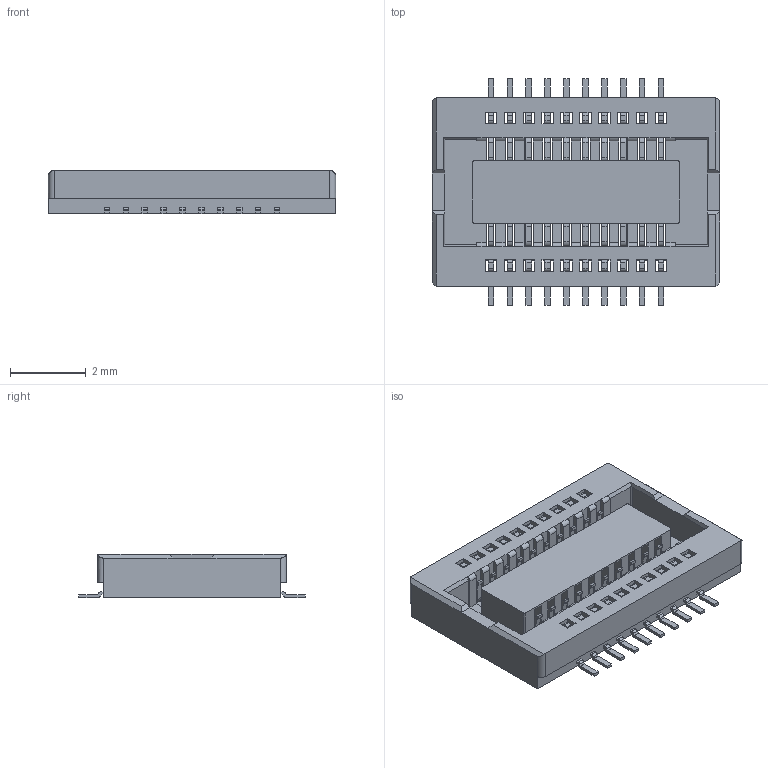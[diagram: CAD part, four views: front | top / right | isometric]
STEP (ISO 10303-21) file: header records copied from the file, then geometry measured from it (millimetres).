
FILE_DESCRIPTION(/* description */ ('model of Molex_SlimStack_Receptacle_2x10_Pitch0.5mm_54722-0204'),/* implementation_level */ '2;1');
FILE_NAME(/* name */ 'Molex_SlimStack_Receptacle_2x10_Pitch0.5mm_54722-0204.step',/* time_stamp */ '2017-04-21T15:50:30',/* author */ ('Ray Benitez',''),/* organization */ (''),/* preprocessor_version */ '',/* originating_system */ '',/* authorisation */ '');
FILE_SCHEMA(('AUTOMOTIVE_DESIGN_CC2 { 1 2 10303 214 -1 1 5 4 }'));
Length unit declared in the file: millimetre
Products named in the file (1): molex_54722_2x10
Bounding box: 7.6 x 6 x 1.15 mm (x, y, z)
Volume: 29.5 mm3; surface area: 209.4 mm2
Topology: 1 solids, 1 shells, 1228 faces, 3578 edges, 2392 vertices
Faces by surface type: plane 846, cylinder 374, bspline 8
Entity records: 49351 total; most frequent: CARTESIAN_POINT 7263, ORIENTED_EDGE 7156, DIRECTION 6756, EDGE_CURVE 3578, LINE 2810, VECTOR 2810, VERTEX_POINT 2392, AXIS2_PLACEMENT_3D 1973
